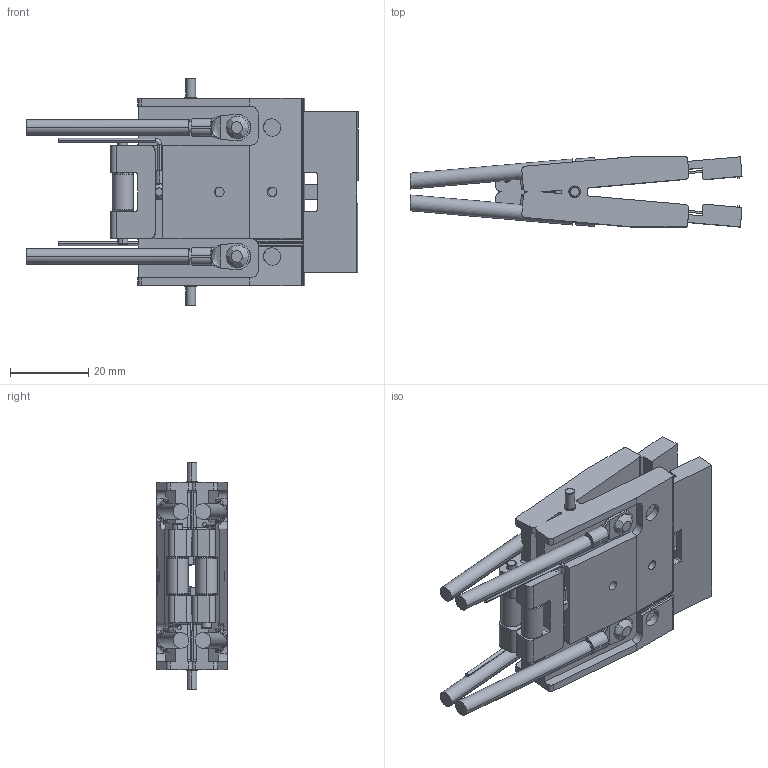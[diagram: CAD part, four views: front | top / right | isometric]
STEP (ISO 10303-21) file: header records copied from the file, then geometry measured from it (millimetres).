
FILE_DESCRIPTION (( 'STEP AP203' ), '1' );
FILE_NAME ('INGUN_VKB-635_410_05_S_000_02_06.STEP', '2021-10-05T11:50:13', ( 'ochi' ), ( '' ), 'SwSTEP 2.0', 'SolidWorks 2018', '' );
FILE_SCHEMA (( 'CONFIG_CONTROL_DESIGN' ));
Length unit declared in the file: millimetre
Products named in the file (1): INGUN_VKB-635_410_05_S_000_02_06
Bounding box: 84.98 x 18 x 58.2 mm (x, y, z)
Volume: 30934.9 mm3; surface area: 19281.2 mm2
Topology: 1 solids, 1 shells, 831 faces, 2319 edges, 1498 vertices
Faces by surface type: plane 405, cylinder 328, bspline 72, torus 18, cone 8
Entity records: 31028 total; most frequent: CARTESIAN_POINT 9704, ORIENTED_EDGE 4638, DIRECTION 4355, EDGE_CURVE 2319, VERTEX_POINT 1498, AXIS2_PLACEMENT_3D 1495, VECTOR 1365, LINE 1365
